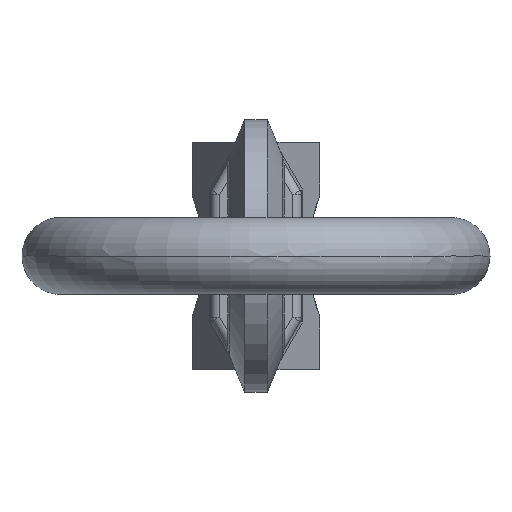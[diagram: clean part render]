
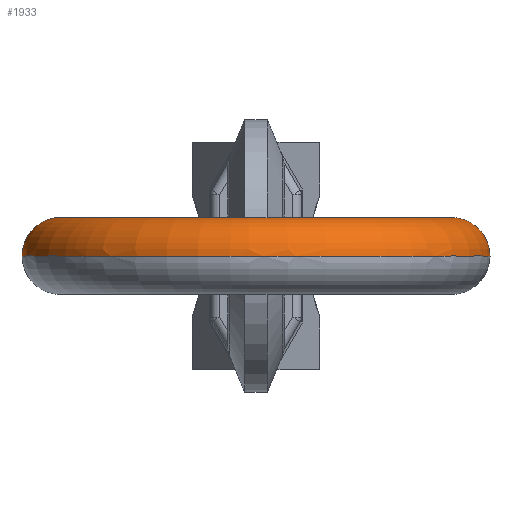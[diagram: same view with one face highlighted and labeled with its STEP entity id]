
A CAD part, left-side view. The second image highlights one B-rep face of the part: STEP entity #1933.
In plain terms, the highlighted toroidal (fillet/blend) face has major radius 56 mm and minor radius 11 mm.
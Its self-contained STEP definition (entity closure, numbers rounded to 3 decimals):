
#14=CARTESIAN_POINT('',(-70.,56.,0.));
#15=DIRECTION('',(-1.,0.,0.));
#16=DIRECTION('',(0.,-1.,0.));
#17=AXIS2_PLACEMENT_3D('',#14,#15,#16);
#511=CARTESIAN_POINT('',(-70.,-56.,0.));
#512=DIRECTION('',(-1.,0.,0.));
#513=DIRECTION('',(0.,-1.,0.));
#514=AXIS2_PLACEMENT_3D('',#511,#512,#513);
#524=CARTESIAN_POINT('',(-70.,45.,0.));
#525=CARTESIAN_POINT('',(-72.48,45.,0.));
#526=CARTESIAN_POINT('',(-77.441,44.589,
0.));
#527=CARTESIAN_POINT('',(-84.678,42.756,
0.));
#528=CARTESIAN_POINT('',(-91.515,39.757,
0.));
#529=CARTESIAN_POINT('',(-97.766,35.674,
0.));
#530=CARTESIAN_POINT('',(-103.259,30.617,
0.));
#531=CARTESIAN_POINT('',(-107.845,24.725,
0.));
#532=CARTESIAN_POINT('',(-111.398,18.159,
0.));
#533=CARTESIAN_POINT('',(-113.822,11.097,
0.));
#534=CARTESIAN_POINT('',(-115.051,3.733,
0.));
#535=CARTESIAN_POINT('',(-115.051,-3.733,
0.));
#536=CARTESIAN_POINT('',(-113.822,-11.097,
0.));
#537=CARTESIAN_POINT('',(-111.398,-18.159,
0.));
#538=CARTESIAN_POINT('',(-107.845,-24.725,
0.));
#539=CARTESIAN_POINT('',(-103.259,-30.617,
0.));
#540=CARTESIAN_POINT('',(-97.766,-35.674,
0.));
#541=CARTESIAN_POINT('',(-91.515,-39.757,
0.));
#542=CARTESIAN_POINT('',(-84.678,-42.756,
0.));
#543=CARTESIAN_POINT('',(-77.441,-44.589,
0.));
#544=CARTESIAN_POINT('',(-72.48,-45.,0.));
#545=CARTESIAN_POINT('',(-70.,-45.,0.));
#547=CARTESIAN_POINT('',(-70.,-67.,0.));
#548=CARTESIAN_POINT('',(-73.341,-67.,0.));
#549=CARTESIAN_POINT('',(-80.023,-66.499,
0.));
#550=CARTESIAN_POINT('',(-89.822,-64.263,
0.));
#551=CARTESIAN_POINT('',(-99.179,-60.59,
0.));
#552=CARTESIAN_POINT('',(-107.883,-55.565,
0.));
#553=CARTESIAN_POINT('',(-115.742,-49.298,0.));
#554=CARTESIAN_POINT('',(-122.578,-41.93,0.));
#555=CARTESIAN_POINT('',(-128.241,-33.625,0.));
#556=CARTESIAN_POINT('',(-132.602,-24.569,0.));
#557=CARTESIAN_POINT('',(-135.564,-14.965,0.));
#558=CARTESIAN_POINT('',(-137.062,-5.026,0.));
#559=CARTESIAN_POINT('',(-137.062,5.026,0.));
#560=CARTESIAN_POINT('',(-135.564,14.965,0.));
#561=CARTESIAN_POINT('',(-132.602,24.569,0.));
#562=CARTESIAN_POINT('',(-128.241,33.625,0.));
#563=CARTESIAN_POINT('',(-122.578,41.93,0.));
#564=CARTESIAN_POINT('',(-115.742,49.298,0.));
#565=CARTESIAN_POINT('',(-107.883,55.565,
0.));
#566=CARTESIAN_POINT('',(-99.179,60.59,
0.));
#567=CARTESIAN_POINT('',(-89.822,64.263,
0.));
#568=CARTESIAN_POINT('',(-80.023,66.499,
0.));
#569=CARTESIAN_POINT('',(-73.341,67.,0.));
#570=CARTESIAN_POINT('',(-70.,67.,0.));
#1451=CARTESIAN_POINT('',(-70.,-45.,0.));
#1452=VERTEX_POINT('',#1451);
#1453=CARTESIAN_POINT('',(-70.,-67.,0.));
#1454=VERTEX_POINT('',#1453);
#1455=VERTEX_POINT('',#524);
#1456=VERTEX_POINT('',#570);
#1920=CARTESIAN_POINT('',(-70.,0.,0.));
#1921=DIRECTION('',(0.,0.,1.));
#1922=DIRECTION('',(0.,-1.,0.));
#1923=AXIS2_PLACEMENT_3D('',#1920,#1921,#1922);
#1924=TOROIDAL_SURFACE('',#1923,56.,11.);
#1925=ORIENTED_EDGE('',*,*,#1692,.F.);
#1927=ORIENTED_EDGE('',*,*,#1926,.T.);
#1928=ORIENTED_EDGE('',*,*,#1910,.F.);
#1930=ORIENTED_EDGE('',*,*,#1929,.T.);
#1931=EDGE_LOOP('',(#1925,#1927,#1928,#1930));
#1932=FACE_OUTER_BOUND('',#1931,.F.);
#1933=ADVANCED_FACE('',(#1932),#1924,.T.);
#18=CIRCLE('',#17,11.);
#515=CIRCLE('',#514,11.);
#546=B_SPLINE_CURVE_WITH_KNOTS('',3,(#524,#525,#526,#527,#528,#529,#530,#531,
#532,#533,#534,#535,#536,#537,#538,#539,#540,#541,#542,#543,#544,#545),
.UNSPECIFIED.,.F.,.F.,(4,1,1,1,1,1,1,1,1,1,1,1,1,1,1,1,1,1,1,4),(0.,
0.053,0.105,0.158,0.211,
0.263,0.316,0.368,0.421,
0.474,0.526,0.579,0.632,
0.684,0.737,0.789,0.842,
0.895,0.947,1.),.UNSPECIFIED.);
#571=B_SPLINE_CURVE_WITH_KNOTS('',3,(#547,#548,#549,#550,#551,#552,#553,#554,
#555,#556,#557,#558,#559,#560,#561,#562,#563,#564,#565,#566,#567,#568,#569,
#570),.UNSPECIFIED.,.F.,.F.,(4,1,1,1,1,1,1,1,1,1,1,1,1,1,1,1,1,1,1,1,1,4),(0.,
0.048,0.095,0.143,0.19,
0.238,0.286,0.333,0.381,
0.429,0.476,0.524,0.571,
0.619,0.667,0.714,0.762,
0.81,0.857,0.905,0.952,1.),
.UNSPECIFIED.);
#1692=EDGE_CURVE('',#1455,#1456,#18,.T.);
#1910=EDGE_CURVE('',#1454,#1452,#515,.T.);
#1926=EDGE_CURVE('',#1455,#1452,#546,.T.);
#1929=EDGE_CURVE('',#1454,#1456,#571,.T.);
